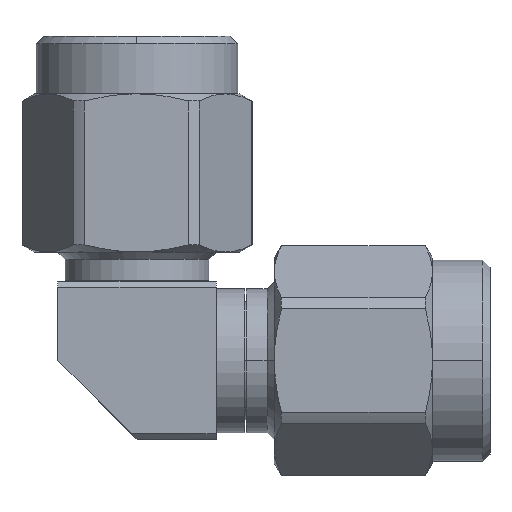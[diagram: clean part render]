
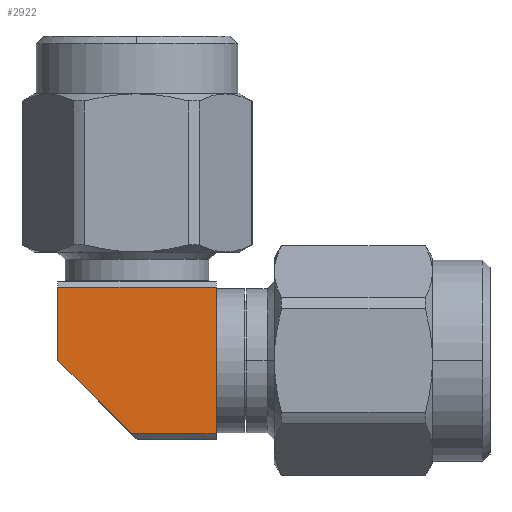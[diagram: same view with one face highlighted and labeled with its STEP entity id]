
A CAD part, top view. The second image highlights one B-rep face of the part: STEP entity #2922.
In plain terms, the highlighted planar face has unit normal (0, 0, 1).
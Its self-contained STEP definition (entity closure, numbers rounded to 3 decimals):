
#30 = VECTOR ( 'NONE', #641, 1000. ) ;
#82 = VERTEX_POINT ( 'NONE', #1760 ) ;
#173 = VERTEX_POINT ( 'NONE', #1591 ) ;
#186 = CARTESIAN_POINT ( 'NONE',  ( -5.5, 5.5, 5.5 ) ) ;
#191 = CARTESIAN_POINT ( 'NONE',  ( 5.5, -5.5, 5.5 ) ) ;
#255 = VECTOR ( 'NONE', #487, 1000. ) ;
#388 = LINE ( 'NONE', #905, #30 ) ;
#430 = DIRECTION ( 'NONE',  ( 0., 1., 0. ) ) ;
#474 = AXIS2_PLACEMENT_3D ( 'NONE', #1690, #1426, #2478 ) ;
#487 = DIRECTION ( 'NONE',  ( 0., -1., 0. ) ) ;
#520 = VECTOR ( 'NONE', #1623, 1000. ) ;
#641 = DIRECTION ( 'NONE',  ( 0.707, -0.707, 0. ) ) ;
#652 = PLANE ( 'NONE',  #474 ) ;
#797 = ORIENTED_EDGE ( 'NONE', *, *, #2182, .F. ) ;
#825 = CARTESIAN_POINT ( 'NONE',  ( -5.5, 0., 5.5 ) ) ;
#887 = DIRECTION ( 'NONE',  ( 1., 0., 0. ) ) ;
#905 = CARTESIAN_POINT ( 'NONE',  ( -5.5, 0., 5.5 ) ) ;
#1087 = EDGE_CURVE ( 'NONE', #1518, #82, #2717, .T. ) ;
#1202 = FACE_OUTER_BOUND ( 'NONE', #1645, .T. ) ;
#1263 = ORIENTED_EDGE ( 'NONE', *, *, #1087, .T. ) ;
#1342 = LINE ( 'NONE', #2908, #520 ) ;
#1426 = DIRECTION ( 'NONE',  ( 0., 0., 1. ) ) ;
#1518 = VERTEX_POINT ( 'NONE', #2107 ) ;
#1591 = CARTESIAN_POINT ( 'NONE',  ( 5.5, 5.099, 5.5 ) ) ;
#1623 = DIRECTION ( 'NONE',  ( 1., 0., 0. ) ) ;
#1645 = EDGE_LOOP ( 'NONE', ( #1687, #1263, #2573, #3144, #797 ) ) ;
#1664 = VERTEX_POINT ( 'NONE', #3235 ) ;
#1687 = ORIENTED_EDGE ( 'NONE', *, *, #2408, .T. ) ;
#1690 = CARTESIAN_POINT ( 'NONE',  ( 0., 0., 5.5 ) ) ;
#1760 = CARTESIAN_POINT ( 'NONE',  ( 5.5, -5.099, 5.5 ) ) ;
#2011 = EDGE_CURVE ( 'NONE', #1664, #173, #1342, .T. ) ;
#2091 = LINE ( 'NONE', #186, #2637 ) ;
#2107 = CARTESIAN_POINT ( 'NONE',  ( -0.401, -5.099, 5.5 ) ) ;
#2182 = EDGE_CURVE ( 'NONE', #2363, #1664, #2091, .T. ) ;
#2216 = VECTOR ( 'NONE', #887, 1000. ) ;
#2363 = VERTEX_POINT ( 'NONE', #825 ) ;
#2408 = EDGE_CURVE ( 'NONE', #2363, #1518, #388, .T. ) ;
#2478 = DIRECTION ( 'NONE',  ( 1., 0., 0. ) ) ;
#2522 = LINE ( 'NONE', #191, #255 ) ;
#2573 = ORIENTED_EDGE ( 'NONE', *, *, #3105, .F. ) ;
#2637 = VECTOR ( 'NONE', #430, 1000. ) ;
#2717 = LINE ( 'NONE', #2968, #2216 ) ;
#2908 = CARTESIAN_POINT ( 'NONE',  ( -5.5, 5.099, 5.5 ) ) ;
#2922 = ADVANCED_FACE ( 'NONE', ( #1202 ), #652, .T. ) ;
#2968 = CARTESIAN_POINT ( 'NONE',  ( 0., -5.099, 5.5 ) ) ;
#3105 = EDGE_CURVE ( 'NONE', #173, #82, #2522, .T. ) ;
#3144 = ORIENTED_EDGE ( 'NONE', *, *, #2011, .F. ) ;
#3235 = CARTESIAN_POINT ( 'NONE',  ( -5.5, 5.099, 5.5 ) ) ;
